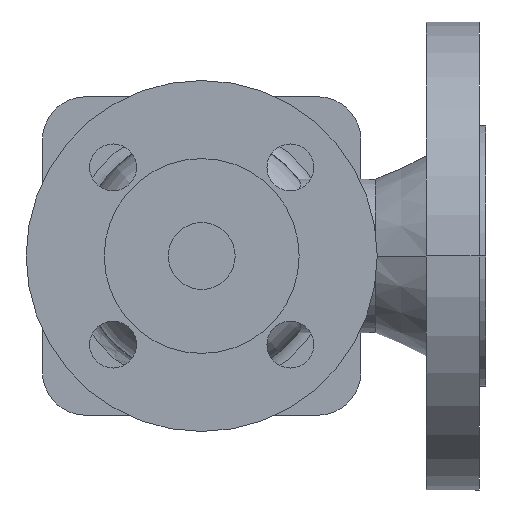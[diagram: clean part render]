
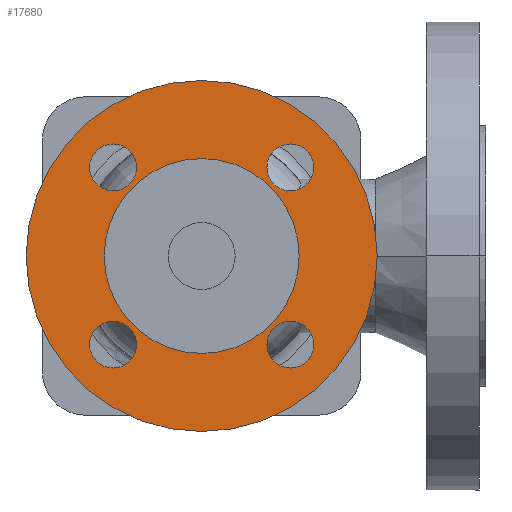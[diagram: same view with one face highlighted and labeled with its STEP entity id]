
A CAD part, front view. The second image highlights one B-rep face of the part: STEP entity #17680.
In plain terms, the highlighted planar face has unit normal (0, -1, 0).
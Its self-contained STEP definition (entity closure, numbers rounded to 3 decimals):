
#2300=CARTESIAN_POINT('',(29.15,2.,0.));
#2310=VERTEX_POINT('',#2300);
#2470=CARTESIAN_POINT('',(-29.15,2.,0.));
#2480=VERTEX_POINT('',#2470);
#2510=CARTESIAN_POINT('',(0.,2.,0.));
#2520=DIRECTION('',(0.,-1.,-0.));
#2530=DIRECTION('',(-1.,0.,0.));
#2540=AXIS2_PLACEMENT_3D('',#2510,#2520,#2530);
#2550=CIRCLE('',#2540,29.15);
#2560=EDGE_CURVE('',#2310,#2480,#2550,.T.);
#2700=CARTESIAN_POINT('',(52.5,2.,0.));
#2710=VERTEX_POINT('',#2700);
#2760=CARTESIAN_POINT('',(0.,2.,0.));
#2770=DIRECTION('',(0.,-1.,-0.));
#2780=DIRECTION('',(-1.,0.,0.));
#2790=AXIS2_PLACEMENT_3D('',#2760,#2770,#2780);
#2800=CIRCLE('',#2790,52.5);
#2810=CARTESIAN_POINT('',(-52.5,2.,0.));
#2820=VERTEX_POINT('',#2810);
#2830=EDGE_CURVE('',#2710,#2820,#2800,.T.);
#4490=CARTESIAN_POINT('',(-19.517,2.,-26.517));
#4500=VERTEX_POINT('',#4490);
#4530=CARTESIAN_POINT('',(-26.517,2.,-26.517));
#4540=DIRECTION('',(0.,1.,0.));
#4550=DIRECTION('',(-1.,0.,0.));
#4560=AXIS2_PLACEMENT_3D('',#4530,#4540,#4550);
#4570=CIRCLE('',#4560,7.);
#4580=CARTESIAN_POINT('',(-33.517,2.,-26.517));
#4590=VERTEX_POINT('',#4580);
#4600=EDGE_CURVE('',#4500,#4590,#4570,.T.);
#4910=CARTESIAN_POINT('',(-33.517,2.,26.517));
#4920=VERTEX_POINT('',#4910);
#5080=CARTESIAN_POINT('',(-19.517,2.,26.517));
#5090=VERTEX_POINT('',#5080);
#5120=CARTESIAN_POINT('',(-26.517,2.,26.517));
#5130=DIRECTION('',(0.,1.,0.));
#5140=DIRECTION('',(-1.,0.,0.));
#5150=AXIS2_PLACEMENT_3D('',#5120,#5130,#5140);
#5160=CIRCLE('',#5150,7.);
#5170=EDGE_CURVE('',#5090,#4920,#5160,.T.);
#5330=CARTESIAN_POINT('',(19.517,2.,26.517));
#5340=VERTEX_POINT('',#5330);
#5500=CARTESIAN_POINT('',(33.517,2.,26.517));
#5510=VERTEX_POINT('',#5500);
#5540=CARTESIAN_POINT('',(26.517,2.,26.517));
#5550=DIRECTION('',(0.,1.,0.));
#5560=DIRECTION('',(-1.,0.,0.));
#5570=AXIS2_PLACEMENT_3D('',#5540,#5550,#5560);
#5580=CIRCLE('',#5570,7.);
#5590=EDGE_CURVE('',#5510,#5340,#5580,.T.);
#5750=CARTESIAN_POINT('',(19.517,2.,-26.517));
#5760=VERTEX_POINT('',#5750);
#5790=CARTESIAN_POINT('',(26.517,2.,-26.517));
#5800=DIRECTION('',(0.,1.,0.));
#5810=DIRECTION('',(-1.,0.,0.));
#5820=AXIS2_PLACEMENT_3D('',#5790,#5800,#5810);
#5830=CIRCLE('',#5820,7.);
#5840=CARTESIAN_POINT('',(33.517,2.,-26.517));
#5850=VERTEX_POINT('',#5840);
#5860=EDGE_CURVE('',#5760,#5850,#5830,.T.);
#17330=CARTESIAN_POINT('',(-40.825,2.,0.));
#17340=DIRECTION('',(0.,-1.,-0.));
#17350=DIRECTION('',(-1.,0.,0.));
#17360=AXIS2_PLACEMENT_3D('',#17330,#17340,#17350);
#17370=PLANE('',#17360);
#17380=ORIENTED_EDGE('',*,*,#5860,.T.);
#17390=EDGE_CURVE('',#5850,#5760,#5830,.T.);
#17400=ORIENTED_EDGE('',*,*,#17390,.T.);
#17410=EDGE_LOOP('',(#17400,#17380));
#17420=FACE_BOUND('',#17410,.T.);
#17430=EDGE_CURVE('',#5340,#5510,#5580,.T.);
#17440=ORIENTED_EDGE('',*,*,#17430,.T.);
#17450=ORIENTED_EDGE('',*,*,#5590,.T.);
#17460=EDGE_LOOP('',(#17450,#17440));
#17470=FACE_BOUND('',#17460,.T.);
#17480=EDGE_CURVE('',#4920,#5090,#5160,.T.);
#17490=ORIENTED_EDGE('',*,*,#17480,.T.);
#17500=ORIENTED_EDGE('',*,*,#5170,.T.);
#17510=EDGE_LOOP('',(#17500,#17490));
#17520=FACE_BOUND('',#17510,.T.);
#17530=ORIENTED_EDGE('',*,*,#4600,.T.);
#17540=EDGE_CURVE('',#4590,#4500,#4570,.T.);
#17550=ORIENTED_EDGE('',*,*,#17540,.T.);
#17560=EDGE_LOOP('',(#17550,#17530));
#17570=FACE_BOUND('',#17560,.T.);
#17580=EDGE_CURVE('',#2480,#2310,#2550,.T.);
#17590=ORIENTED_EDGE('',*,*,#17580,.F.);
#17600=ORIENTED_EDGE('',*,*,#2560,.F.);
#17610=EDGE_LOOP('',(#17600,#17590));
#17620=FACE_BOUND('',#17610,.T.);
#17630=ORIENTED_EDGE('',*,*,#2830,.T.);
#17640=EDGE_CURVE('',#2820,#2710,#2800,.T.);
#17650=ORIENTED_EDGE('',*,*,#17640,.T.);
#17660=EDGE_LOOP('',(#17650,#17630));
#17670=FACE_OUTER_BOUND('',#17660,.T.);
#17680=ADVANCED_FACE('',(#17420,#17470,#17520,#17570,#17620,#17670),
#17370,.T.);
